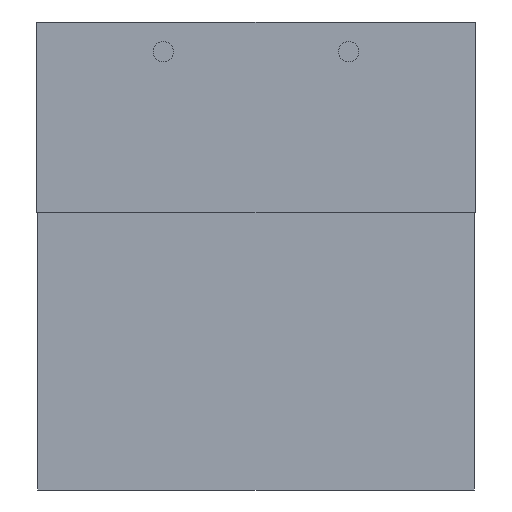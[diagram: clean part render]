
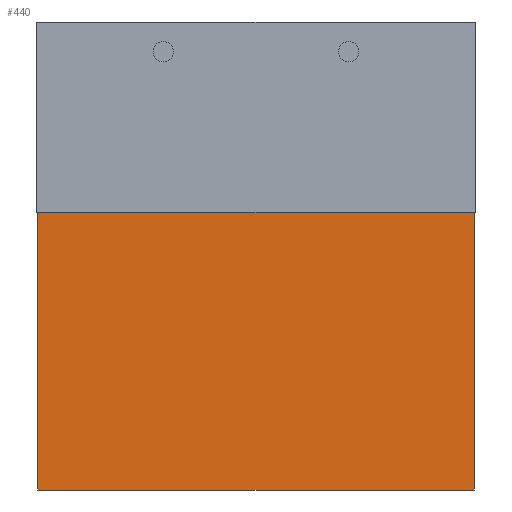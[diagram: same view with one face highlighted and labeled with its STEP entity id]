
A CAD part, front view. The second image highlights one B-rep face of the part: STEP entity #440.
In plain terms, the highlighted planar face has unit normal (0, -1, 0).
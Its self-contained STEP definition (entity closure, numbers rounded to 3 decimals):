
#427=AXIS2_PLACEMENT_3D('Plane Axis2P3D',#424,#425,#426) ;
#293=CARTESIAN_POINT('Vertex',(35.317,68.,-30.517)) ;
#296=CARTESIAN_POINT('Line Origine',(0.,68.,-30.517)) ;
#300=CARTESIAN_POINT('Vertex',(-35.317,68.,-30.517)) ;
#374=CARTESIAN_POINT('Vertex',(35.317,68.,14.5)) ;
#377=CARTESIAN_POINT('Line Origine',(35.317,68.,7.391)) ;
#396=CARTESIAN_POINT('Line Origine',(-35.317,68.,7.391)) ;
#400=CARTESIAN_POINT('Vertex',(-35.317,68.,14.5)) ;
#424=CARTESIAN_POINT('Axis2P3D Location',(0.,68.,14.5)) ;
#429=CARTESIAN_POINT('Line Origine',(0.,68.,14.5)) ;
#297=DIRECTION('Vector Direction',(1.,0.,0.)) ;
#378=DIRECTION('Vector Direction',(0.,0.,1.)) ;
#397=DIRECTION('Vector Direction',(0.,0.,1.)) ;
#425=DIRECTION('Axis2P3D Direction',(0.,-1.,0.)) ;
#426=DIRECTION('Axis2P3D XDirection',(0.,0.,-1.)) ;
#430=DIRECTION('Vector Direction',(1.,0.,0.)) ;
#298=VECTOR('Line Direction',#297,1.) ;
#379=VECTOR('Line Direction',#378,1.) ;
#398=VECTOR('Line Direction',#397,1.) ;
#431=VECTOR('Line Direction',#430,1.) ;
#435=ORIENTED_EDGE('',*,*,#302,.T.) ;
#436=ORIENTED_EDGE('',*,*,#381,.F.) ;
#437=ORIENTED_EDGE('',*,*,#433,.F.) ;
#438=ORIENTED_EDGE('',*,*,#402,.F.) ;
#440=ADVANCED_FACE('Maniglia rotante rinviata lunghezza minima',(#439),#428,.T.) ;
#302=EDGE_CURVE('',#301,#294,#299,.T.) ;
#381=EDGE_CURVE('',#375,#294,#380,.F.) ;
#402=EDGE_CURVE('',#301,#401,#399,.T.) ;
#433=EDGE_CURVE('',#401,#375,#432,.T.) ;
#434=EDGE_LOOP('',(#435,#436,#437,#438)) ;
#439=FACE_OUTER_BOUND('',#434,.T.) ;
#299=LINE('Line',#296,#298) ;
#380=LINE('Line',#377,#379) ;
#399=LINE('Line',#396,#398) ;
#432=LINE('Line',#429,#431) ;
#428=PLANE('',#427) ;
#294=VERTEX_POINT('',#293) ;
#301=VERTEX_POINT('',#300) ;
#375=VERTEX_POINT('',#374) ;
#401=VERTEX_POINT('',#400) ;
